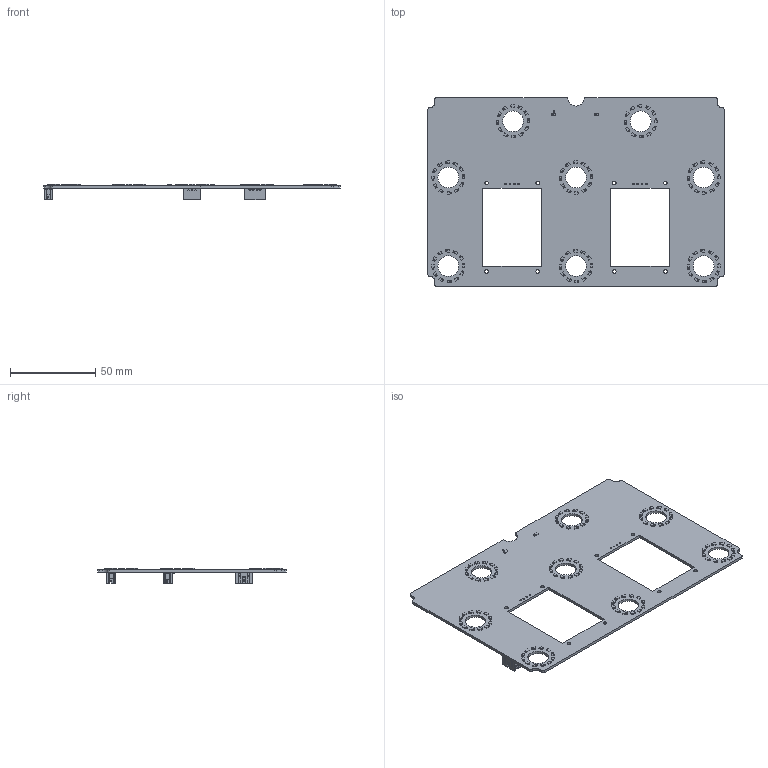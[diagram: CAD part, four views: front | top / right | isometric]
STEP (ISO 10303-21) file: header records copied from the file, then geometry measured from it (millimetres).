
FILE_DESCRIPTION(('KiCad electronic assembly'),'2;1');
FILE_NAME('pedalboard-display-3D.step','2024-10-06T12:59:18',('Pcbnew'), ('Kicad'),'Open CASCADE STEP processor 7.6','KiCad to STEP converter', 'Unknown');
FILE_SCHEMA(('AUTOMOTIVE_DESIGN { 1 0 10303 214 1 1 1 1 }'));
Length unit declared in the file: millimetre
Products named in the file (12): pedalboard-display-3D 1; C_0402_1005Metric; led; union; R_0402_1005Metric; B4B-PH-SM4-TB--3DModel-STEP-510211; B4B-PH-SM4-TB; B3B-PH-SM4-TB(LF)(SN)--3DModel-STEP-269445; B3B-PH-SM4-TB(LF)(SN); kibot_8o_59iss_PCB
Assembly tree (206 placements, depth 3):
  pedalboard-display-3D 1
    C_0402_1005Metric  x98
      C_0402_1005Metric
    led  x98
      union
    R_0402_1005Metric
      R_0402_1005Metric
    B4B-PH-SM4-TB--3DModel-STEP-510211
      B4B-PH-SM4-TB
    B3B-PH-SM4-TB(LF)(SN)--3DModel-STEP-269445  x2
      B3B-PH-SM4-TB(LF)(SN)
    kibot_8o_59iss_PCB
Bounding box: 174 x 111 x 9.1 mm (x, y, z)
Volume: 24774.5 mm3; surface area: 35063.7 mm2
Topology: 219 solids, 219 shells, 4619 faces, 11367 edges, 7370 vertices
Faces by surface type: plane 3350, cylinder 1269
Full cylindrical faces by diameter (mm): 1 x8, 2.1 x8, 12.2 x8
Entity records: 22452 total; most frequent: CARTESIAN_POINT 3741, DIRECTION 3668, ORIENTED_EDGE 3504, EDGE_CURVE 1752, LINE 1574, VECTOR 1574, VERTEX_POINT 1120, AXIS2_PLACEMENT_3D 1047
